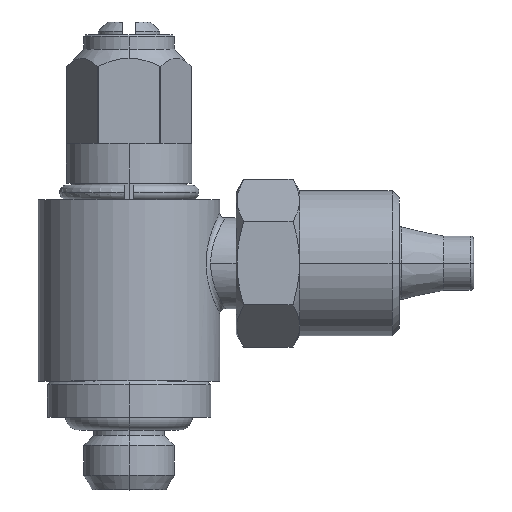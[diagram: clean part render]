
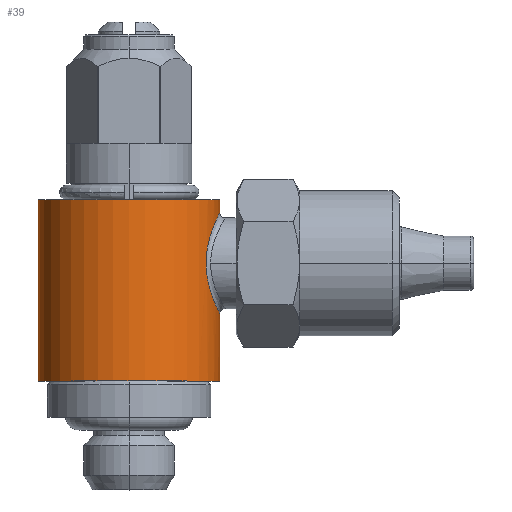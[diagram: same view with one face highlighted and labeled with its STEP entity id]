
A CAD part, top view. The second image highlights one B-rep face of the part: STEP entity #39.
In plain terms, the highlighted cylindrical face has radius 5 mm (diameter 10 mm), a partial arc.
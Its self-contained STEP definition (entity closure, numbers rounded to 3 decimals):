
#37 = EDGE_CURVE ( 'NONE', #234, #224, #3523, .T. ) ;
#39 = ADVANCED_FACE ( 'NONE', ( #2715 ), #2722, .T. ) ;
#40 = EDGE_CURVE ( 'NONE', #52, #65, #2723, .T. ) ;
#41 = ORIENTED_EDGE ( 'NONE', *, *, #40, .F. ) ;
#43 = VERTEX_POINT ( 'NONE', #2733 ) ;
#47 = EDGE_LOOP ( 'NONE', ( #41, #82, #67, #48, #61, #83, #63 ) ) ;
#48 = ORIENTED_EDGE ( 'NONE', *, *, #50, .F. ) ;
#50 = EDGE_CURVE ( 'NONE', #234, #43, #2771, .T. ) ;
#52 = VERTEX_POINT ( 'NONE', #2801 ) ;
#53 = EDGE_CURVE ( 'NONE', #52, #81, #2793, .T. ) ;
#61 = ORIENTED_EDGE ( 'NONE', *, *, #37, .T. ) ;
#62 = EDGE_CURVE ( 'NONE', #224, #89, #2799, .T. ) ;
#63 = ORIENTED_EDGE ( 'NONE', *, *, #87, .F. ) ;
#65 = VERTEX_POINT ( 'NONE', #2800 ) ;
#67 = ORIENTED_EDGE ( 'NONE', *, *, #84, .F. ) ;
#81 = VERTEX_POINT ( 'NONE', #2852 ) ;
#82 = ORIENTED_EDGE ( 'NONE', *, *, #53, .T. ) ;
#83 = ORIENTED_EDGE ( 'NONE', *, *, #62, .T. ) ;
#84 = EDGE_CURVE ( 'NONE', #43, #81, #2870, .T. ) ;
#87 = EDGE_CURVE ( 'NONE', #65, #89, #2914, .T. ) ;
#89 = VERTEX_POINT ( 'NONE', #2855 ) ;
#224 = VERTEX_POINT ( 'NONE', #3270 ) ;
#234 = VERTEX_POINT ( 'NONE', #3232 ) ;
#2698 = CARTESIAN_POINT ( 'NONE',  ( 4.664, 14.55, 1.807 ) ) ;
#2699 = CARTESIAN_POINT ( 'NONE',  ( 4.616, 14.426, 1.925 ) ) ;
#2700 = CARTESIAN_POINT ( 'NONE',  ( 4.478, 14.017, 2.226 ) ) ;
#2701 = CARTESIAN_POINT ( 'NONE',  ( 4.395, 13.715, 2.386 ) ) ;
#2702 = CARTESIAN_POINT ( 'NONE',  ( 4.274, 13.053, 2.595 ) ) ;
#2703 = CARTESIAN_POINT ( 'NONE',  ( 4.523, 14.159, 2.134 ) ) ;
#2704 = CARTESIAN_POINT ( 'NONE',  ( 4.242, 12.531, 2.647 ) ) ;
#2705 = CARTESIAN_POINT ( 'NONE',  ( 4.358, 13.554, 2.453 ) ) ;
#2706 = CARTESIAN_POINT ( 'NONE',  ( 4.253, 12.181, 2.63 ) ) ;
#2707 = CARTESIAN_POINT ( 'NONE',  ( 4.247, 12.705, 2.64 ) ) ;
#2708 = CARTESIAN_POINT ( 'NONE',  ( 4.297, 13.225, 2.557 ) ) ;
#2709 = CARTESIAN_POINT ( 'NONE',  ( 4.798, 14.871, 1.415 ) ) ;
#2710 = CARTESIAN_POINT ( 'NONE',  ( 4.755, 14.772, 1.552 ) ) ;
#2711 = AXIS2_PLACEMENT_3D ( 'NONE', #2726, #2731, #2732 ) ;
#2712 = CARTESIAN_POINT ( 'NONE',  ( 4.992, 15.283, 0.288 ) ) ;
#2713 = CARTESIAN_POINT ( 'NONE',  ( 4.982, 15.263, 0.464 ) ) ;
#2714 = CARTESIAN_POINT ( 'NONE',  ( 4.963, 15.224, 0.633 ) ) ;
#2715 = FACE_OUTER_BOUND ( 'NONE', #47, .T. ) ;
#2716 = CARTESIAN_POINT ( 'NONE',  ( 4.91, 15.115, 0.959 ) ) ;
#2717 = CARTESIAN_POINT ( 'NONE',  ( 4.876, 15.043, 1.118 ) ) ;
#2718 = CARTESIAN_POINT ( 'NONE',  ( 0., 5.5, 0. ) ) ;
#2719 = DIRECTION ( 'NONE',  ( 1., 0., 0. ) ) ;
#2720 = DIRECTION ( 'NONE',  ( 0., -1., 0. ) ) ;
#2721 = AXIS2_PLACEMENT_3D ( 'NONE', #2718, #2720, #2719 ) ;
#2722 = CYLINDRICAL_SURFACE ( 'NONE', #2721, 5. ) ;
#2723 = CIRCLE ( 'NONE', #2711, 5. ) ;
#2726 = CARTESIAN_POINT ( 'NONE',  ( 0., 16., 0. ) ) ;
#2731 = DIRECTION ( 'NONE',  ( 0., 1., 0. ) ) ;
#2732 = DIRECTION ( 'NONE',  ( 0., 0., -1. ) ) ;
#2733 = CARTESIAN_POINT ( 'NONE',  ( 5., 6., 0. ) ) ;
#2771 = LINE ( 'NONE', #2798, #2805 ) ;
#2780 = DIRECTION ( 'NONE',  ( 0., -1., 0. ) ) ;
#2792 = CARTESIAN_POINT ( 'NONE',  ( -5., 5.5, 0. ) ) ;
#2793 = LINE ( 'NONE', #2792, #2794 ) ;
#2794 = VECTOR ( 'NONE', #2803, 1000. ) ;
#2795 = CARTESIAN_POINT ( 'NONE',  ( 4.997, 15.293, 0.192 ) ) ;
#2796 = CARTESIAN_POINT ( 'NONE',  ( 4.994, 15.289, 0.24 ) ) ;
#2797 = CARTESIAN_POINT ( 'NONE',  ( 4.992, 15.283, 0.288 ) ) ;
#2798 = CARTESIAN_POINT ( 'NONE',  ( 5., 5.5, 0. ) ) ;
#2799 = B_SPLINE_CURVE_WITH_KNOTS ( 'NONE', 3,
 ( #2797, #2796, #2795, #2811, #2810, #2809 ),
 .UNSPECIFIED., .F., .F.,
 ( 4, 2, 4 ),
 ( 0.017, 0.017, 0.017 ),
 .UNSPECIFIED. ) ;
#2800 = CARTESIAN_POINT ( 'NONE',  ( 5., 16., 0. ) ) ;
#2801 = CARTESIAN_POINT ( 'NONE',  ( -5., 16., 0. ) ) ;
#2803 = DIRECTION ( 'NONE',  ( 0., -1., 0. ) ) ;
#2805 = VECTOR ( 'NONE', #2780, 1000. ) ;
#2809 = CARTESIAN_POINT ( 'NONE',  ( 5., 15.3, 0. ) ) ;
#2810 = CARTESIAN_POINT ( 'NONE',  ( 5., 15.3, 0.048 ) ) ;
#2811 = CARTESIAN_POINT ( 'NONE',  ( 4.999, 15.299, 0.096 ) ) ;
#2852 = CARTESIAN_POINT ( 'NONE',  ( -5., 6., 0. ) ) ;
#2855 = CARTESIAN_POINT ( 'NONE',  ( 5., 15.3, 0. ) ) ;
#2857 = DIRECTION ( 'NONE',  ( 0., -1., 0. ) ) ;
#2858 = VECTOR ( 'NONE', #2857, 1000. ) ;
#2859 = CARTESIAN_POINT ( 'NONE',  ( 5., 5.5, 0. ) ) ;
#2867 = DIRECTION ( 'NONE',  ( 0., -1., 0. ) ) ;
#2868 = CARTESIAN_POINT ( 'NONE',  ( 0., 6., 0. ) ) ;
#2869 = AXIS2_PLACEMENT_3D ( 'NONE', #2868, #2867, #2916 ) ;
#2870 = CIRCLE ( 'NONE', #2869, 5. ) ;
#2914 = LINE ( 'NONE', #2859, #2858 ) ;
#2916 = DIRECTION ( 'NONE',  ( 0., 0., 1. ) ) ;
#3232 = CARTESIAN_POINT ( 'NONE',  ( 5., 9.7, 0. ) ) ;
#3270 = CARTESIAN_POINT ( 'NONE',  ( 4.992, 15.283, 0.288 ) ) ;
#3493 = CARTESIAN_POINT ( 'NONE',  ( 4.268, 12.005, 2.605 ) ) ;
#3494 = CARTESIAN_POINT ( 'NONE',  ( 4.314, 11.668, 2.527 ) ) ;
#3495 = CARTESIAN_POINT ( 'NONE',  ( 4.346, 11.505, 2.474 ) ) ;
#3496 = CARTESIAN_POINT ( 'NONE',  ( 4.419, 11.19, 2.34 ) ) ;
#3497 = CARTESIAN_POINT ( 'NONE',  ( 4.462, 11.037, 2.258 ) ) ;
#3498 = CARTESIAN_POINT ( 'NONE',  ( 4.552, 10.755, 2.072 ) ) ;
#3499 = CARTESIAN_POINT ( 'NONE',  ( 4.598, 10.623, 1.967 ) ) ;
#3500 = CARTESIAN_POINT ( 'NONE',  ( 4.739, 10.256, 1.614 ) ) ;
#3501 = CARTESIAN_POINT ( 'NONE',  ( 4.83, 10.056, 1.334 ) ) ;
#3502 = CARTESIAN_POINT ( 'NONE',  ( 4.928, 9.846, 0.859 ) ) ;
#3503 = CARTESIAN_POINT ( 'NONE',  ( 4.954, 9.792, 0.695 ) ) ;
#3520 = CARTESIAN_POINT ( 'NONE',  ( 4.99, 9.719, 0.354 ) ) ;
#3521 = CARTESIAN_POINT ( 'NONE',  ( 5., 9.7, 0.177 ) ) ;
#3522 = CARTESIAN_POINT ( 'NONE',  ( 5., 9.7, 0. ) ) ;
#3523 = B_SPLINE_CURVE_WITH_KNOTS ( 'NONE', 3,
 ( #3522, #3521, #3520, #3503, #3502, #3501, #3500, #3499, #3498, #3497, #3496, #3495, #3494, #3493, #2706, #2704, #2707, #2702, #2708, #2705, #2701, #2700, #2703, #2699, #2698, #2710, #2709, #2717, #2716, #2714, #2713, #2712 ),
 .UNSPECIFIED., .F., .F.,
 ( 4, 2, 2, 2, 2, 2, 2, 2, 2, 2, 2, 2, 2, 2, 2, 4 ),
 ( 0.009, 0.009, 0.01, 0.011, 0.011, 0.012, 0.012, 0.013, 0.013, 0.014, 0.015, 0.015, 0.016, 0.016, 0.017, 0.017 ),
 .UNSPECIFIED. ) ;
